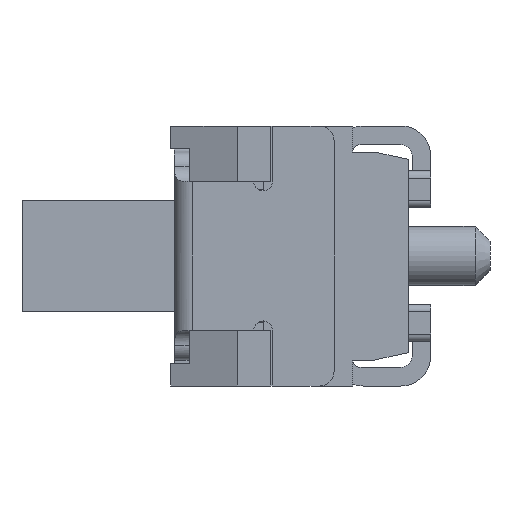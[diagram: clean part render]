
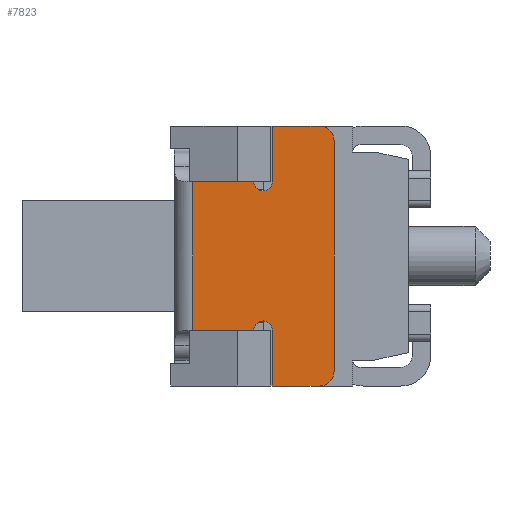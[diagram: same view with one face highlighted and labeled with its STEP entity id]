
A CAD part, left-side view. The second image highlights one B-rep face of the part: STEP entity #7823.
In plain terms, the highlighted planar face has unit normal (-1, 0, 0).
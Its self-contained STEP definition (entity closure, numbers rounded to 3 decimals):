
#267=CIRCLE('',#8284,0.125);
#268=CIRCLE('',#8285,0.2);
#269=CIRCLE('',#8286,0.2);
#270=CIRCLE('',#8287,0.125);
#1397=ORIENTED_EDGE('',*,*,#2695,.T.);
#1398=ORIENTED_EDGE('',*,*,#2241,.F.);
#1399=ORIENTED_EDGE('',*,*,#2459,.F.);
#1400=ORIENTED_EDGE('',*,*,#2696,.T.);
#1401=ORIENTED_EDGE('',*,*,#2697,.F.);
#1402=ORIENTED_EDGE('',*,*,#2420,.F.);
#1403=ORIENTED_EDGE('',*,*,#2698,.F.);
#1404=ORIENTED_EDGE('',*,*,#2699,.F.);
#1405=ORIENTED_EDGE('',*,*,#2700,.F.);
#1406=ORIENTED_EDGE('',*,*,#2404,.F.);
#1407=ORIENTED_EDGE('',*,*,#2701,.F.);
#1408=ORIENTED_EDGE('',*,*,#2702,.T.);
#1409=ORIENTED_EDGE('',*,*,#2467,.F.);
#1410=ORIENTED_EDGE('',*,*,#2247,.F.);
#2241=EDGE_CURVE('',#3107,#3108,#3655,.T.);
#2247=EDGE_CURVE('',#3113,#3114,#3659,.T.);
#2404=EDGE_CURVE('',#3236,#3237,#3793,.T.);
#2420=EDGE_CURVE('',#3249,#3250,#3809,.T.);
#2459=EDGE_CURVE('',#3276,#3107,#3842,.T.);
#2467=EDGE_CURVE('',#3114,#3278,#3850,.T.);
#2695=EDGE_CURVE('',#3113,#3108,#4005,.T.);
#2696=EDGE_CURVE('',#3276,#3387,#267,.T.);
#2697=EDGE_CURVE('',#3250,#3387,#4006,.T.);
#2698=EDGE_CURVE('',#3388,#3249,#268,.T.);
#2699=EDGE_CURVE('',#3389,#3388,#4007,.T.);
#2700=EDGE_CURVE('',#3237,#3389,#269,.T.);
#2701=EDGE_CURVE('',#3390,#3236,#4008,.T.);
#2702=EDGE_CURVE('',#3390,#3278,#270,.T.);
#3107=VERTEX_POINT('',#10481);
#3108=VERTEX_POINT('',#10482);
#3113=VERTEX_POINT('',#10493);
#3114=VERTEX_POINT('',#10495);
#3236=VERTEX_POINT('',#10796);
#3237=VERTEX_POINT('',#10798);
#3249=VERTEX_POINT('',#10828);
#3250=VERTEX_POINT('',#10830);
#3276=VERTEX_POINT('',#10900);
#3278=VERTEX_POINT('',#10907);
#3387=VERTEX_POINT('',#11414);
#3388=VERTEX_POINT('',#11417);
#3389=VERTEX_POINT('',#11419);
#3390=VERTEX_POINT('',#11422);
#3655=LINE('',#10480,#4323);
#3659=LINE('',#10494,#4327);
#3793=LINE('',#10797,#4461);
#3809=LINE('',#10829,#4477);
#3842=LINE('',#10901,#4510);
#3850=LINE('',#10912,#4518);
#4005=LINE('',#11412,#4673);
#4006=LINE('',#11415,#4674);
#4007=LINE('',#11418,#4675);
#4008=LINE('',#11421,#4676);
#4323=VECTOR('',#8707,1000.);
#4327=VECTOR('',#8717,1000.);
#4461=VECTOR('',#8943,1000.);
#4477=VECTOR('',#8965,1000.);
#4510=VECTOR('',#9022,1000.);
#4518=VECTOR('',#9032,1000.);
#4673=VECTOR('',#9573,1000.);
#4674=VECTOR('',#9576,1000.);
#4675=VECTOR('',#9579,1000.);
#4676=VECTOR('',#9582,1000.);
#5084=EDGE_LOOP('',(#1397,#1398,#1399,#1400,#1401,#1402,#1403,#1404,#1405,
#1406,#1407,#1408,#1409,#1410));
#5414=FACE_BOUND('',#5084,.T.);
#5677=PLANE('',#8283);
#7823=ADVANCED_FACE('',(#5414),#5677,.T.);
#8283=AXIS2_PLACEMENT_3D('',#11411,#9571,#9572);
#8284=AXIS2_PLACEMENT_3D('',#11413,#9574,#9575);
#8285=AXIS2_PLACEMENT_3D('',#11416,#9577,#9578);
#8286=AXIS2_PLACEMENT_3D('',#11420,#9580,#9581);
#8287=AXIS2_PLACEMENT_3D('',#11423,#9583,#9584);
#8707=DIRECTION('',(0.,1.,0.));
#8717=DIRECTION('',(0.,-1.,0.));
#8943=DIRECTION('',(0.,-1.,0.));
#8965=DIRECTION('',(0.,1.,0.));
#9022=DIRECTION('',(0.,1.,0.));
#9032=DIRECTION('',(0.,-1.,0.));
#9571=DIRECTION('',(-1.,0.,0.));
#9572=DIRECTION('',(0.,0.,1.));
#9573=DIRECTION('',(0.,0.,-1.));
#9574=DIRECTION('',(1.,0.,0.));
#9575=DIRECTION('',(0.,0.,-1.));
#9576=DIRECTION('',(0.,0.,1.));
#9577=DIRECTION('',(1.,0.,0.));
#9578=DIRECTION('',(0.,0.,-1.));
#9579=DIRECTION('',(0.,0.,-1.));
#9580=DIRECTION('',(1.,0.,0.));
#9581=DIRECTION('',(0.,0.,-1.));
#9582=DIRECTION('',(0.,0.,1.));
#9583=DIRECTION('',(1.,0.,0.));
#9584=DIRECTION('',(0.,0.,-1.));
#10480=CARTESIAN_POINT('',(-5.95,-1.12,-1.));
#10481=CARTESIAN_POINT('',(-5.95,-0.764,-1.));
#10482=CARTESIAN_POINT('',(-5.95,-0.3,-1.));
#10493=CARTESIAN_POINT('',(-5.95,-0.3,1.));
#10494=CARTESIAN_POINT('',(-5.95,-0.05,1.));
#10495=CARTESIAN_POINT('',(-5.95,-0.764,1.));
#10796=CARTESIAN_POINT('',(-5.95,-1.37,1.75));
#10797=CARTESIAN_POINT('',(-5.95,-1.37,1.75));
#10798=CARTESIAN_POINT('',(-5.95,-2.,1.75));
#10828=CARTESIAN_POINT('',(-5.95,-2.,-1.75));
#10829=CARTESIAN_POINT('',(-5.95,-2.,-1.75));
#10830=CARTESIAN_POINT('',(-5.95,-1.37,-1.75));
#10900=CARTESIAN_POINT('',(-5.95,-1.12,-1.));
#10901=CARTESIAN_POINT('',(-5.95,-1.12,-1.));
#10907=CARTESIAN_POINT('',(-5.95,-1.12,1.));
#10912=CARTESIAN_POINT('',(-5.95,-0.05,1.));
#11411=CARTESIAN_POINT('',(-5.95,-0.25,-1.));
#11412=CARTESIAN_POINT('',(-5.95,-0.3,1.45));
#11413=CARTESIAN_POINT('',(-5.95,-1.245,-1.));
#11414=CARTESIAN_POINT('',(-5.95,-1.37,-1.));
#11415=CARTESIAN_POINT('',(-5.95,-1.37,-1.75));
#11416=CARTESIAN_POINT('',(-5.95,-2.,-1.55));
#11417=CARTESIAN_POINT('',(-5.95,-2.2,-1.55));
#11418=CARTESIAN_POINT('',(-5.95,-2.2,1.55));
#11419=CARTESIAN_POINT('',(-5.95,-2.2,1.55));
#11420=CARTESIAN_POINT('',(-5.95,-2.,1.55));
#11421=CARTESIAN_POINT('',(-5.95,-1.37,1.));
#11422=CARTESIAN_POINT('',(-5.95,-1.37,1.));
#11423=CARTESIAN_POINT('',(-5.95,-1.245,1.));
